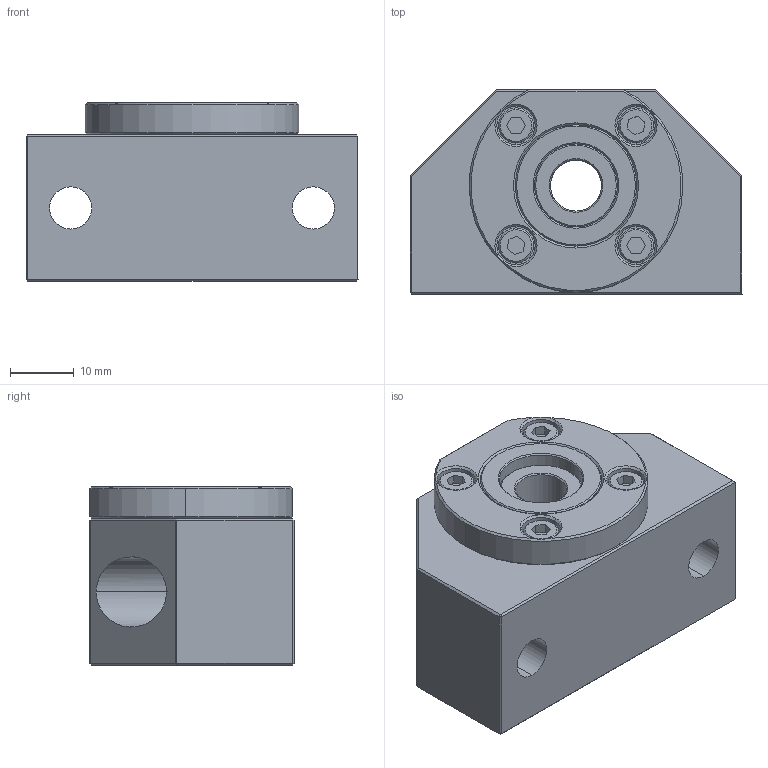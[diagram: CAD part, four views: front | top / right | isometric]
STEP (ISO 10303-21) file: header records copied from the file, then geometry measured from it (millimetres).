
FILE_DESCRIPTION (( 'STEP AP203' ), '1' );
FILE_NAME ('BK 08.STEP', '2014-10-23T09:35:18', ( 'star' ), ( '' ), 'SwSTEP 2.0', 'SolidWorks 2013', '' );
FILE_SCHEMA (( 'CONFIG_CONTROL_DESIGN' ));
Length unit declared in the file: millimetre
Products named in the file (7): BK 8 OILSEAL; M3X5; BK 8 COLLAR; #EN8(8X22X7); BK 8 COVER; BK 8 BLOCK; BK 08
Assembly tree (12 placements, depth 2):
  BK 08
    BK 8 OILSEAL  x2
    M3X5  x4
    BK 8 COLLAR  x2
    #EN8(8X22X7)  x2
    BK 8 COVER
    BK 8 BLOCK
Bounding box: 52 x 32 x 28 mm (x, y, z)
Volume: 30627.2 mm3; surface area: 18668.8 mm2
Topology: 12 solids, 12 shells, 460 faces, 1240 edges, 750 vertices
Faces by surface type: plane 154, bspline 111, cylinder 99, cone 80, torus 16
Entity records: 17398 total; most frequent: CARTESIAN_POINT 8877, ORIENTED_EDGE 1684, DIRECTION 1420, EDGE_CURVE 842, VERTEX_POINT 536, AXIS2_PLACEMENT_3D 522, EDGE_LOOP 384, VECTOR 376
